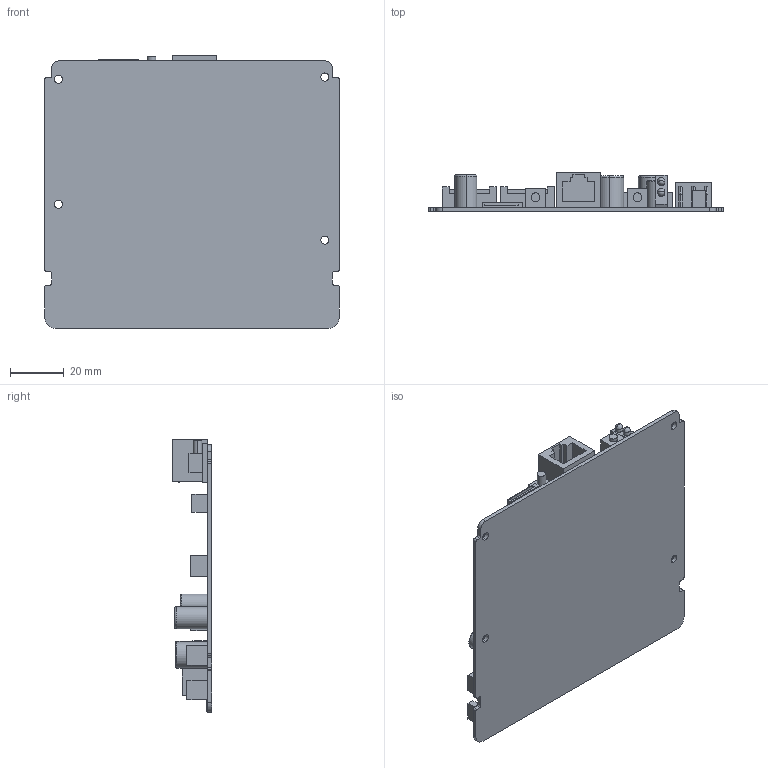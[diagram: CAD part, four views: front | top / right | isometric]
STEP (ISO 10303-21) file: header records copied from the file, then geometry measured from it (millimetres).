
FILE_DESCRIPTION (( 'STEP AP214' ), '1' );
FILE_NAME ('Xilinx-CB.STEP', '2024-12-10T21:00:00', ( '' ), ( '' ), 'SwSTEP 2.0', 'SolidWorks 2023', '' );
FILE_SCHEMA (( 'AUTOMOTIVE_DESIGN' ));
Length unit declared in the file: millimetre
Products named in the file (17): Xilinx-CB; T17 Control Board Rec 2.STEP; Bitmain Control Board.STEP; T17 Control Board SD Port.STEP; T17 Control Board Button 1.STEP; T17 Control Board 3-Pin.STEP; T17 Control Board Hash Conn.STEP; T17 Control Board Cap 2.STEP; T17 Control Board LED.STEP; T17 Control Board Cap 1.STEP; T17 Control PSU Control Conn.STEP; T17 Control Board Power Conn.STEP; T17 Control Board Cap 3.STEP; T17 Control_ PCB.STEP; T17 Control Board Eth Port.STEP; T17 Control Board Fan Conn.STEP; T17 Control Board Button 2.STEP
Assembly tree (23 placements, depth 3):
  Xilinx-CB
    Bitmain Control Board.STEP
      T17 Control_ PCB.STEP
      T17 Control Board Hash Conn.STEP  x4
      T17 Control Board Cap 1.STEP  x2
      T17 Control Board Cap 2.STEP
      T17 Control Board Cap 3.STEP
      T17 Control Board SD Port.STEP
      T17 Control Board Eth Port.STEP
      T17 Control Board Button 1.STEP
      T17 Control Board 3-Pin.STEP
      T17 Control PSU Control Conn.STEP
      T17 Control Board Button 2.STEP
      T17 Control Board LED.STEP
      T17 Control Board Power Conn.STEP
      T17 Control Board Fan Conn.STEP  x4
      T17 Control Board Rec 2.STEP
Bounding box: 109.98 x 14.71 x 101.9 mm (x, y, z)
Volume: 27590.3 mm3; surface area: 35380.3 mm2
Topology: 22 solids, 22 shells, 298 faces, 718 edges, 470 vertices
Faces by surface type: plane 220, cylinder 60, torus 14, sphere 4
Entity records: 6509 total; most frequent: DIRECTION 1080, CARTESIAN_POINT 1035, ORIENTED_EDGE 968, EDGE_CURVE 484, AXIS2_PLACEMENT_3D 361, LINE 358, VECTOR 358, VERTEX_POINT 316
